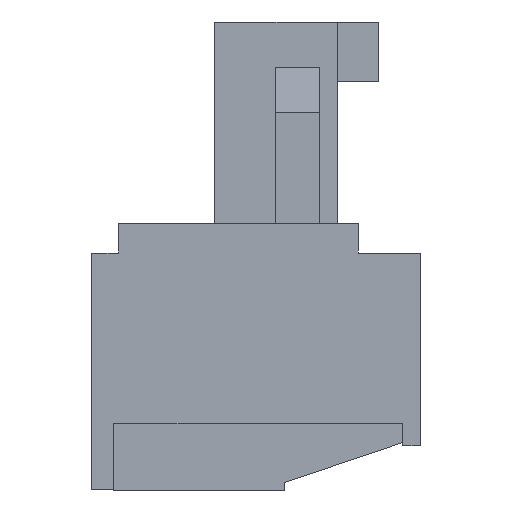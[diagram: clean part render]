
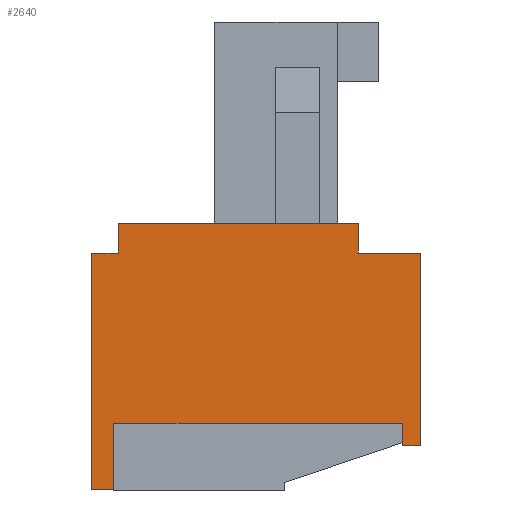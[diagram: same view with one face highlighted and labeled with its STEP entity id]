
A CAD part, left-side view. The second image highlights one B-rep face of the part: STEP entity #2640.
In plain terms, the highlighted planar face has unit normal (-1, 0, 0).
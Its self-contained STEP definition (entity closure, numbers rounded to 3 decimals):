
#2640 = ADVANCED_FACE( '', ( #5589 ), #5590, .F. );
#5589 = FACE_OUTER_BOUND( '', #8933, .T. );
#5590 = PLANE( '', #8934 );
#8933 = EDGE_LOOP( '', ( #15651, #15652, #15653, #15654, #15655, #15656, #15657, #15658, #15659, #15660, #15661, #15662 ) );
#8934 = AXIS2_PLACEMENT_3D( '', #15663, #15664, #15665 );
#15651 = ORIENTED_EDGE( '', *, *, #22486, .F. );
#15652 = ORIENTED_EDGE( '', *, *, #21825, .F. );
#15653 = ORIENTED_EDGE( '', *, *, #20736, .F. );
#15654 = ORIENTED_EDGE( '', *, *, #22487, .F. );
#15655 = ORIENTED_EDGE( '', *, *, #22488, .F. );
#15656 = ORIENTED_EDGE( '', *, *, #20564, .F. );
#15657 = ORIENTED_EDGE( '', *, *, #20844, .F. );
#15658 = ORIENTED_EDGE( '', *, *, #22013, .F. );
#15659 = ORIENTED_EDGE( '', *, *, #22277, .F. );
#15660 = ORIENTED_EDGE( '', *, *, #22489, .F. );
#15661 = ORIENTED_EDGE( '', *, *, #20338, .F. );
#15662 = ORIENTED_EDGE( '', *, *, #21324, .F. );
#15663 = CARTESIAN_POINT( '', ( -24.765, 0., 0. ) );
#15664 = DIRECTION( '', ( 1., 0., 0. ) );
#15665 = DIRECTION( '', ( 0., 0., -1. ) );
#20338 = EDGE_CURVE( '', #24475, #24477, #24478, .T. );
#20564 = EDGE_CURVE( '', #24868, #24869, #24870, .T. );
#20736 = EDGE_CURVE( '', #25160, #25162, #25163, .T. );
#20844 = EDGE_CURVE( '', #25342, #24868, #25343, .T. );
#21324 = EDGE_CURVE( '', #26121, #24475, #26123, .T. );
#21825 = EDGE_CURVE( '', #25162, #26869, #26870, .T. );
#22013 = EDGE_CURVE( '', #27148, #25342, #27149, .T. );
#22277 = EDGE_CURVE( '', #27512, #27148, #27514, .T. );
#22486 = EDGE_CURVE( '', #26869, #26121, #27791, .T. );
#22487 = EDGE_CURVE( '', #27792, #25160, #27793, .T. );
#22488 = EDGE_CURVE( '', #24869, #27792, #27794, .T. );
#22489 = EDGE_CURVE( '', #24477, #27512, #27795, .T. );
#24475 = VERTEX_POINT( '', #30394 );
#24477 = VERTEX_POINT( '', #30397 );
#24478 = LINE( '', #30398, #30399 );
#24868 = VERTEX_POINT( '', #30964 );
#24869 = VERTEX_POINT( '', #30965 );
#24870 = LINE( '', #30966, #30967 );
#25160 = VERTEX_POINT( '', #31388 );
#25162 = VERTEX_POINT( '', #31391 );
#25163 = LINE( '', #31392, #31393 );
#25342 = VERTEX_POINT( '', #31642 );
#25343 = LINE( '', #31643, #31644 );
#26121 = VERTEX_POINT( '', #32766 );
#26123 = LINE( '', #32769, #32770 );
#26869 = VERTEX_POINT( '', #33867 );
#26870 = LINE( '', #33868, #33869 );
#27148 = VERTEX_POINT( '', #34280 );
#27149 = LINE( '', #34281, #34282 );
#27512 = VERTEX_POINT( '', #34826 );
#27514 = LINE( '', #34829, #34830 );
#27791 = LINE( '', #35245, #35246 );
#27792 = VERTEX_POINT( '', #35247 );
#27793 = LINE( '', #35248, #35249 );
#27794 = LINE( '', #35250, #35251 );
#27795 = LINE( '', #35252, #35253 );
#30394 = CARTESIAN_POINT( '', ( -24.765, -6.15, -2.5 ) );
#30397 = CARTESIAN_POINT( '', ( -24.765, -5.55, -2.5 ) );
#30398 = CARTESIAN_POINT( '', ( -24.765, -6.15, -2.5 ) );
#30399 = VECTOR( '', #37473, 1000. );
#30964 = CARTESIAN_POINT( '', ( -24.765, 4.95, -4. ) );
#30965 = CARTESIAN_POINT( '', ( -24.765, 4.95, 4. ) );
#30966 = CARTESIAN_POINT( '', ( -24.765, 4.95, -4. ) );
#30967 = VECTOR( '', #37679, 1000. );
#31388 = CARTESIAN_POINT( '', ( -24.765, 4.05, 5. ) );
#31391 = CARTESIAN_POINT( '', ( -24.765, -4.05, 5. ) );
#31392 = CARTESIAN_POINT( '', ( -24.765, 4.05, 5. ) );
#31393 = VECTOR( '', #37842, 1000. );
#31642 = CARTESIAN_POINT( '', ( -24.765, 4.2, -4. ) );
#31643 = CARTESIAN_POINT( '', ( -24.765, 4.2, -4. ) );
#31644 = VECTOR( '', #37961, 1000. );
#32766 = CARTESIAN_POINT( '', ( -24.765, -6.15, 4. ) );
#32769 = CARTESIAN_POINT( '', ( -24.765, -6.15, 4. ) );
#32770 = VECTOR( '', #38430, 1000. );
#33867 = CARTESIAN_POINT( '', ( -24.765, -4.05, 4. ) );
#33868 = CARTESIAN_POINT( '', ( -24.765, -4.05, 5. ) );
#33869 = VECTOR( '', #38874, 1000. );
#34280 = CARTESIAN_POINT( '', ( -24.765, 4.2, -1.75 ) );
#34281 = CARTESIAN_POINT( '', ( -24.765, 4.2, -1.75 ) );
#34282 = VECTOR( '', #39040, 1000. );
#34826 = CARTESIAN_POINT( '', ( -24.765, -5.55, -1.75 ) );
#34829 = CARTESIAN_POINT( '', ( -24.765, -5.55, -1.75 ) );
#34830 = VECTOR( '', #39265, 1000. );
#35245 = CARTESIAN_POINT( '', ( -24.765, -4.05, 4. ) );
#35246 = VECTOR( '', #39422, 1000. );
#35247 = CARTESIAN_POINT( '', ( -24.765, 4.05, 4. ) );
#35248 = CARTESIAN_POINT( '', ( -24.765, 4.05, 4. ) );
#35249 = VECTOR( '', #39423, 1000. );
#35250 = CARTESIAN_POINT( '', ( -24.765, 4.95, 4. ) );
#35251 = VECTOR( '', #39424, 1000. );
#35252 = CARTESIAN_POINT( '', ( -24.765, -5.55, -2.5 ) );
#35253 = VECTOR( '', #39425, 1000. );
#37473 = DIRECTION( '', ( 0., 1., 0. ) );
#37679 = DIRECTION( '', ( 0., 0., 1. ) );
#37842 = DIRECTION( '', ( 0., -1., 0. ) );
#37961 = DIRECTION( '', ( 0., 1., 0. ) );
#38430 = DIRECTION( '', ( 0., 0., -1. ) );
#38874 = DIRECTION( '', ( 0., 0., -1. ) );
#39040 = DIRECTION( '', ( 0., 0., -1. ) );
#39265 = DIRECTION( '', ( 0., 1., 0. ) );
#39422 = DIRECTION( '', ( 0., -1., 0. ) );
#39423 = DIRECTION( '', ( 0., 0., 1. ) );
#39424 = DIRECTION( '', ( 0., -1., 0. ) );
#39425 = DIRECTION( '', ( 0., 0., 1. ) );
